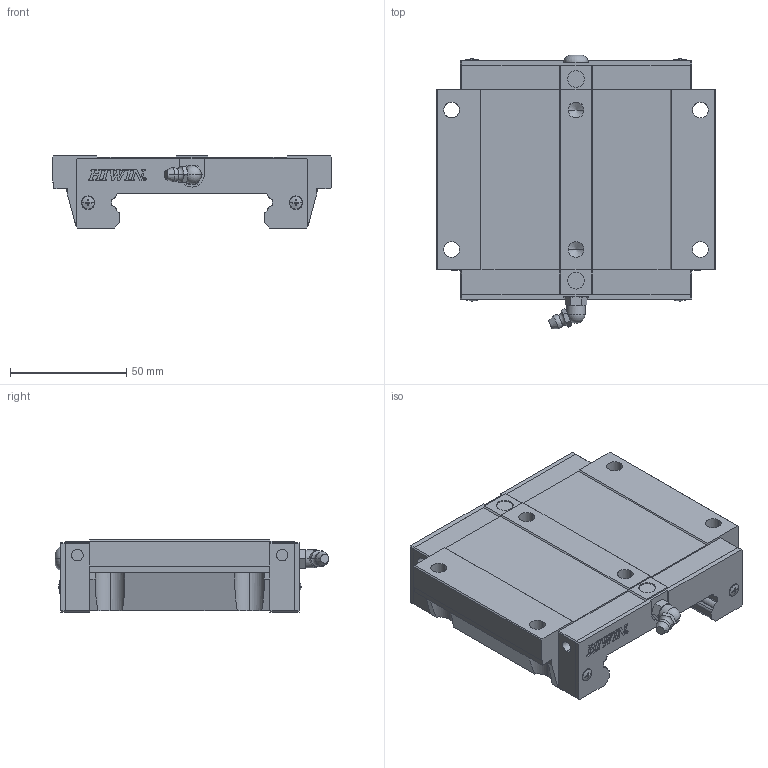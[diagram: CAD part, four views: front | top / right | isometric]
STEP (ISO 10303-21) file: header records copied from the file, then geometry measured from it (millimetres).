
FILE_DESCRIPTION(('no description'),'unknown implementation level');
FILE_NAME('WEW35CC_Z0_H_SS_FILE_9.stp',' ',('HIWIN GmbH'),('CADClick - KiM GmbH - www.kimweb.de'),'unknown preprocess','ACIS','unknown authorization');
FILE_SCHEMA(('automotive_design'));
Length unit declared in the file: millimetre
Products named in the file (1): WEW35CC Z0 H SS_FILE
Bounding box: 120 x 117.71 x 31 mm (x, y, z)
Volume: 231427.1 mm3; surface area: 41080.6 mm2
Topology: 1 solids, 5 shells, 661 faces, 1801 edges, 1184 vertices
Faces by surface type: plane 441, cylinder 158, cone 42, torus 18, sphere 2
Entity records: 41252 total; most frequent: CARTESIAN_POINT 4213, STYLED_ITEM 3645, PRESENTATION_STYLE_ASSIGNMENT 3645, COLOUR_RGB 3645, ORIENTED_EDGE 3598, DIRECTION 3403, EDGE_CURVE 1799, CURVE_STYLE 1799
